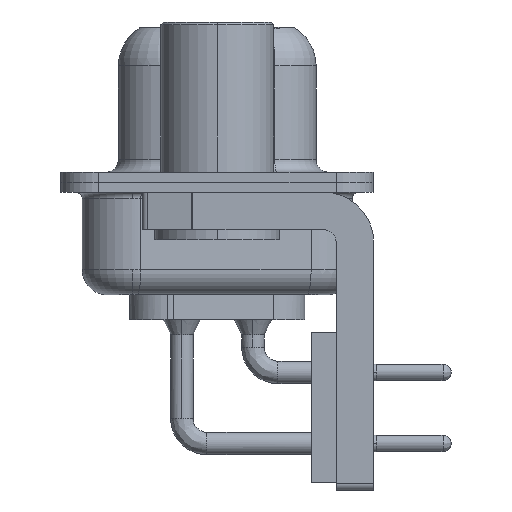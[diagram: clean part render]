
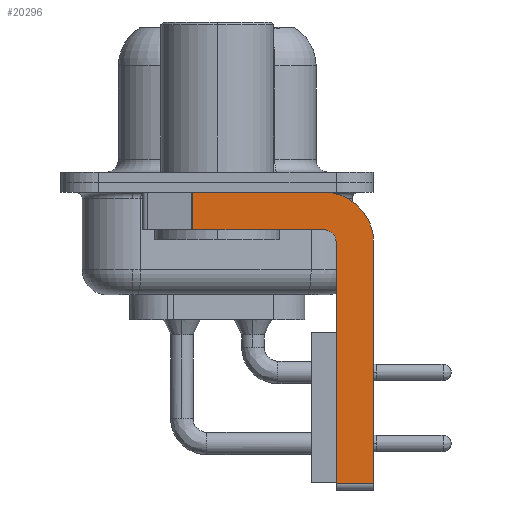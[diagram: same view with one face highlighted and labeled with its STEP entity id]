
A CAD part, left-side view. The second image highlights one B-rep face of the part: STEP entity #20296.
In plain terms, the highlighted planar face has unit normal (-1, 0, 0).
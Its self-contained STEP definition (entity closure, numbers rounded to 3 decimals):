
#4 = LINE ( 'NONE', #3433, #12349 ) ;
#1050 = DIRECTION ( 'NONE',  ( -1., 0., 0. ) ) ;
#2268 = VERTEX_POINT ( 'NONE', #17585 ) ;
#2346 = DIRECTION ( 'NONE',  ( 0., 0., 1. ) ) ;
#2630 = EDGE_CURVE ( 'NONE', #9941, #16983, #13298, .T. ) ;
#2830 = LINE ( 'NONE', #10659, #11164 ) ;
#3079 = ORIENTED_EDGE ( 'NONE', *, *, #18050, .F. ) ;
#3433 = CARTESIAN_POINT ( 'NONE',  ( -2.9, -4.25, -12.05 ) ) ;
#3490 = AXIS2_PLACEMENT_3D ( 'NONE', #6607, #18129, #8281 ) ;
#3915 = AXIS2_PLACEMENT_3D ( 'NONE', #13543, #15166, #5240 ) ;
#4429 = VECTOR ( 'NONE', #8842, 1000. ) ;
#4435 = EDGE_CURVE ( 'NONE', #9941, #14176, #2830, .T. ) ;
#4530 = DIRECTION ( 'NONE',  ( 0., 0., -1. ) ) ;
#4685 = EDGE_CURVE ( 'NONE', #4935, #14176, #20059, .T. ) ;
#4935 = VERTEX_POINT ( 'NONE', #15485 ) ;
#5042 = VECTOR ( 'NONE', #2346, 1000. ) ;
#5087 = DIRECTION ( 'NONE',  ( 0., -1., 0. ) ) ;
#5240 = DIRECTION ( 'NONE',  ( 0., 0., -1. ) ) ;
#6607 = CARTESIAN_POINT ( 'NONE',  ( -2.9, -4.25, -2.4 ) ) ;
#6621 = DIRECTION ( 'NONE',  ( 0., 0., -1. ) ) ;
#6841 = CARTESIAN_POINT ( 'NONE',  ( -2.9, -4.75, -12.05 ) ) ;
#7174 = CARTESIAN_POINT ( 'NONE',  ( -2.9, -6.25, -2.4 ) ) ;
#7349 = EDGE_CURVE ( 'NONE', #8979, #2268, #18186, .T. ) ;
#7766 = LINE ( 'NONE', #20925, #20347 ) ;
#8281 = DIRECTION ( 'NONE',  ( 0., 0., -1. ) ) ;
#8595 = ORIENTED_EDGE ( 'NONE', *, *, #2630, .F. ) ;
#8768 = EDGE_CURVE ( 'NONE', #2268, #4935, #9534, .T. ) ;
#8842 = DIRECTION ( 'NONE',  ( 0., -1., 0. ) ) ;
#8979 = VERTEX_POINT ( 'NONE', #6841 ) ;
#9284 = CARTESIAN_POINT ( 'NONE',  ( -2.9, 3., -0.4 ) ) ;
#9534 = CIRCLE ( 'NONE', #20010, 0.5 ) ;
#9941 = VERTEX_POINT ( 'NONE', #16454 ) ;
#10097 = CARTESIAN_POINT ( 'NONE',  ( -2.9, -4.25, -0.4 ) ) ;
#10189 = PLANE ( 'NONE',  #3915 ) ;
#10377 = FACE_OUTER_BOUND ( 'NONE', #12496, .T. ) ;
#10659 = CARTESIAN_POINT ( 'NONE',  ( -2.9, 0.978, -1.9 ) ) ;
#11083 = CARTESIAN_POINT ( 'NONE',  ( -2.9, -4.25, -2.4 ) ) ;
#11164 = VECTOR ( 'NONE', #6621, 1000. ) ;
#12349 = VECTOR ( 'NONE', #5087, 1000. ) ;
#12496 = EDGE_LOOP ( 'NONE', ( #8595, #15845, #20126, #16956, #14123, #20104, #13933, #3079 ) ) ;
#12767 = DIRECTION ( 'NONE',  ( 0., 0., 1. ) ) ;
#13298 = LINE ( 'NONE', #9284, #4429 ) ;
#13543 = CARTESIAN_POINT ( 'NONE',  ( -2.9, -4.25, -2.4 ) ) ;
#13933 = ORIENTED_EDGE ( 'NONE', *, *, #19351, .F. ) ;
#14123 = ORIENTED_EDGE ( 'NONE', *, *, #7349, .F. ) ;
#14176 = VERTEX_POINT ( 'NONE', #19182 ) ;
#15166 = DIRECTION ( 'NONE',  ( 1., 0., 0. ) ) ;
#15450 = CARTESIAN_POINT ( 'NONE',  ( -2.9, -4.75, -12.3 ) ) ;
#15485 = CARTESIAN_POINT ( 'NONE',  ( -2.9, -4.25, -1.9 ) ) ;
#15845 = ORIENTED_EDGE ( 'NONE', *, *, #4435, .T. ) ;
#16033 = VERTEX_POINT ( 'NONE', #19508 ) ;
#16454 = CARTESIAN_POINT ( 'NONE',  ( -2.9, 0.978, -0.4 ) ) ;
#16556 = DIRECTION ( 'NONE',  ( 0., 1., 0. ) ) ;
#16956 = ORIENTED_EDGE ( 'NONE', *, *, #8768, .F. ) ;
#16983 = VERTEX_POINT ( 'NONE', #10097 ) ;
#17585 = CARTESIAN_POINT ( 'NONE',  ( -2.9, -4.75, -2.4 ) ) ;
#18050 = EDGE_CURVE ( 'NONE', #16983, #18284, #18199, .T. ) ;
#18117 = EDGE_CURVE ( 'NONE', #8979, #16033, #4, .T. ) ;
#18129 = DIRECTION ( 'NONE',  ( 1., 0., 0. ) ) ;
#18186 = LINE ( 'NONE', #15450, #5042 ) ;
#18199 = CIRCLE ( 'NONE', #3490, 2. ) ;
#18284 = VERTEX_POINT ( 'NONE', #7174 ) ;
#18323 = CARTESIAN_POINT ( 'NONE',  ( -2.9, -4.25, -1.9 ) ) ;
#19182 = CARTESIAN_POINT ( 'NONE',  ( -2.9, 0.978, -1.9 ) ) ;
#19351 = EDGE_CURVE ( 'NONE', #18284, #16033, #7766, .T. ) ;
#19508 = CARTESIAN_POINT ( 'NONE',  ( -2.9, -6.25, -12.05 ) ) ;
#19544 = VECTOR ( 'NONE', #16556, 1000. ) ;
#20010 = AXIS2_PLACEMENT_3D ( 'NONE', #11083, #1050, #12767 ) ;
#20059 = LINE ( 'NONE', #18323, #19544 ) ;
#20104 = ORIENTED_EDGE ( 'NONE', *, *, #18117, .T. ) ;
#20126 = ORIENTED_EDGE ( 'NONE', *, *, #4685, .F. ) ;
#20296 = ADVANCED_FACE ( 'NONE', ( #10377 ), #10189, .F. ) ;
#20347 = VECTOR ( 'NONE', #4530, 1000. ) ;
#20925 = CARTESIAN_POINT ( 'NONE',  ( -2.9, -6.25, -2.4 ) ) ;
